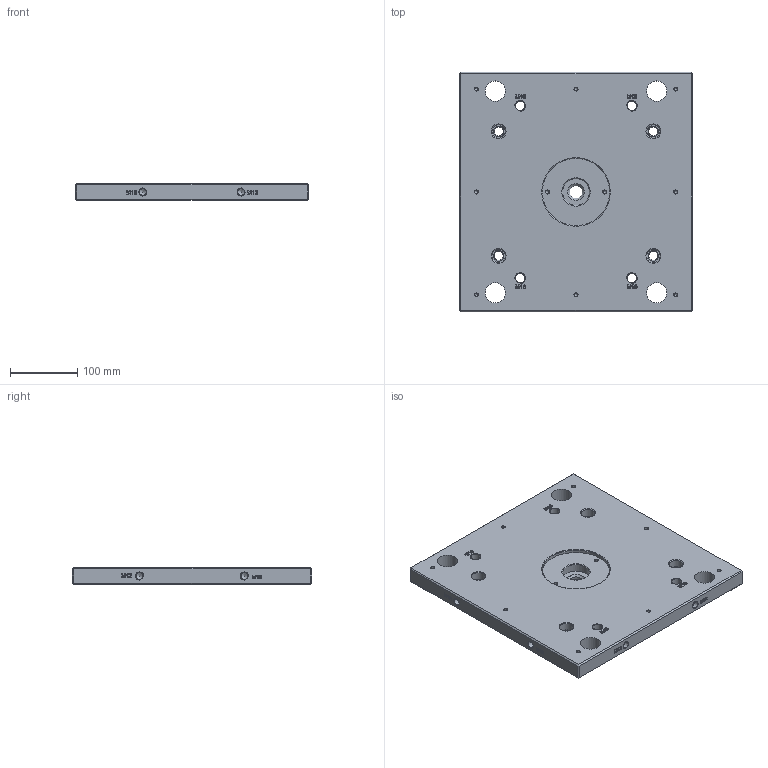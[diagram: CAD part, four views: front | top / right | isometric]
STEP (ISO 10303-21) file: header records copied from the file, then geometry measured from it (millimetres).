
FILE_DESCRIPTION(/* description */ (''),/* implementation_level */ '2;1');
FILE_NAME(/* name */ 'TOP PLATE_it0588-01.stp',/* time_stamp */ '2025-01-20T15:48:03+05:00',/* author */ (''),/* organization */ (''),/* preprocessor_version */ 'ST-DEVELOPER v16',/* originating_system */ 'SIEMENS PLM Software NX 11.0',/* authorisation */ '');
FILE_SCHEMA (('AUTOMOTIVE_DESIGN { 1 0 10303 214 3 1 1 1 }'));
Length unit declared in the file: millimetre
Products named in the file (1): desi3F68EC8Edr21
Bounding box: 346 x 356 x 25 mm (x, y, z)
Volume: 2885457.1 mm3; surface area: 321647.8 mm2
Topology: 1 solids, 1 shells, 914 faces, 2599 edges, 1715 vertices
Faces by surface type: cylinder 435, plane 385, cone 76, extrusion 18
Full cylindrical faces by diameter (mm): 5 x10, 10.25 x8, 13.5 x4, 14 x4, 20 x4, 30 x4, 40 x1, 100 x1
Entity records: 29625 total; most frequent: CARTESIAN_POINT 6195, ORIENTED_EDGE 4890, DIRECTION 4775, EDGE_CURVE 2445, AXIS2_PLACEMENT_3D 1772, VERTEX_POINT 1668, VECTOR 1231, LINE 1213
